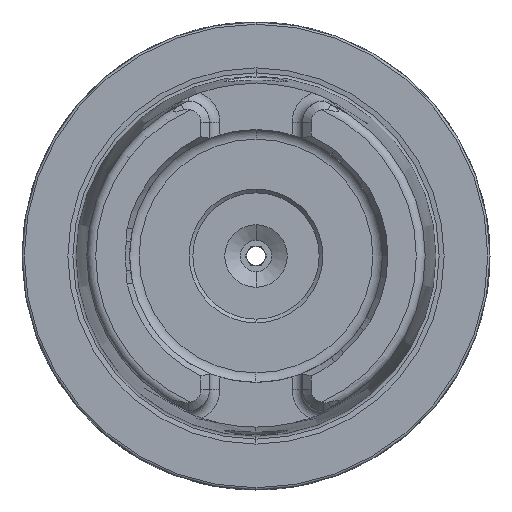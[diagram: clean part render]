
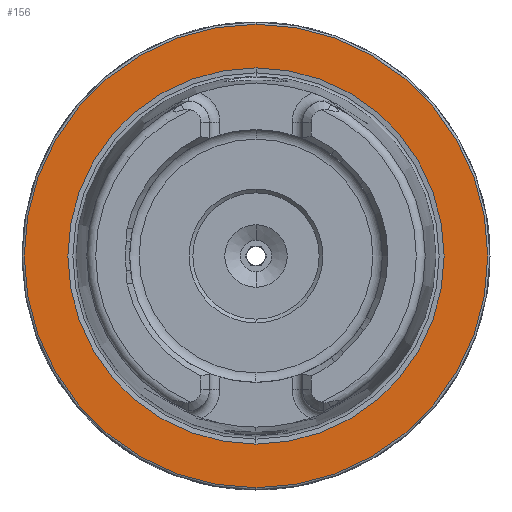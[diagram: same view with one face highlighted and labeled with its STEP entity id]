
A CAD part, left-side view. The second image highlights one B-rep face of the part: STEP entity #156.
In plain terms, the highlighted planar face has unit normal (-1, 0, 0).
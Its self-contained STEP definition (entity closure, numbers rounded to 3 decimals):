
#156 = ADVANCED_FACE ( 'NONE', ( #9076, #9080 ), #7180, .F. ) ;
#551 = EDGE_LOOP ( 'NONE', ( #8659, #8658 ) ) ;
#1405 = VERTEX_POINT ( 'NONE', #5187 ) ;
#1407 = VERTEX_POINT ( 'NONE', #5189 ) ;
#1643 = EDGE_CURVE ( 'NONE', #4130, #1405, #6321, .T. ) ;
#1647 = EDGE_CURVE ( 'NONE', #1407, #4142, #6328, .T. ) ;
#1965 = AXIS2_PLACEMENT_3D ( 'NONE', #7178, #7168, #7182 ) ;
#2597 = AXIS2_PLACEMENT_3D ( 'NONE', #5751, #5752, #5753 ) ;
#2600 = AXIS2_PLACEMENT_3D ( 'NONE', #5762, #5763, #5764 ) ;
#2677 = AXIS2_PLACEMENT_3D ( 'NONE', #3125, #3126, #3127 ) ;
#2678 = AXIS2_PLACEMENT_3D ( 'NONE', #3128, #3129, #3130 ) ;
#3125 = CARTESIAN_POINT ( 'NONE',  ( 0., 0., 0. ) ) ;
#3126 = DIRECTION ( 'NONE',  ( -1., 0., 0. ) ) ;
#3127 = DIRECTION ( 'NONE',  ( 0., 0., 1. ) ) ;
#3128 = CARTESIAN_POINT ( 'NONE',  ( 0., 0., 0. ) ) ;
#3129 = DIRECTION ( 'NONE',  ( -1., 0., 0. ) ) ;
#3130 = DIRECTION ( 'NONE',  ( 0., 0., 1. ) ) ;
#4130 = VERTEX_POINT ( 'NONE', #9312 ) ;
#4142 = VERTEX_POINT ( 'NONE', #9325 ) ;
#4262 = EDGE_LOOP ( 'NONE', ( #8661, #8660 ) ) ;
#5187 = CARTESIAN_POINT ( 'NONE',  ( 0., 0., 25.324 ) ) ;
#5189 = CARTESIAN_POINT ( 'NONE',  ( 0., 0., 31.2 ) ) ;
#5751 = CARTESIAN_POINT ( 'NONE',  ( 0., 0., 0. ) ) ;
#5752 = DIRECTION ( 'NONE',  ( -1., 0., 0. ) ) ;
#5753 = DIRECTION ( 'NONE',  ( 0., 0., 1. ) ) ;
#5762 = CARTESIAN_POINT ( 'NONE',  ( 0., 0., 0. ) ) ;
#5763 = DIRECTION ( 'NONE',  ( -1., 0., 0. ) ) ;
#5764 = DIRECTION ( 'NONE',  ( 0., 0., 1. ) ) ;
#6321 = CIRCLE ( 'NONE', #2597, 25.324 ) ;
#6328 = CIRCLE ( 'NONE', #2600, 31.2 ) ;
#6513 = CIRCLE ( 'NONE', #2677, 31.2 ) ;
#6521 = CIRCLE ( 'NONE', #2678, 25.324 ) ;
#7168 = DIRECTION ( 'NONE',  ( 1., 0., 0. ) ) ;
#7178 = CARTESIAN_POINT ( 'NONE',  ( 0., 31.2, 0. ) ) ;
#7180 = PLANE ( 'NONE',  #1965 ) ;
#7182 = DIRECTION ( 'NONE',  ( 0., 0., -1. ) ) ;
#8255 = EDGE_CURVE ( 'NONE', #4142, #1407, #6513, .T. ) ;
#8256 = EDGE_CURVE ( 'NONE', #1405, #4130, #6521, .T. ) ;
#8658 = ORIENTED_EDGE ( 'NONE', *, *, #8255, .T. ) ;
#8659 = ORIENTED_EDGE ( 'NONE', *, *, #1647, .T. ) ;
#8660 = ORIENTED_EDGE ( 'NONE', *, *, #1643, .F. ) ;
#8661 = ORIENTED_EDGE ( 'NONE', *, *, #8256, .F. ) ;
#9076 = FACE_BOUND ( 'NONE', #4262, .T. ) ;
#9080 = FACE_OUTER_BOUND ( 'NONE', #551, .T. ) ;
#9312 = CARTESIAN_POINT ( 'NONE',  ( 0., 0., -25.324 ) ) ;
#9325 = CARTESIAN_POINT ( 'NONE',  ( 0., 0., -31.2 ) ) ;
